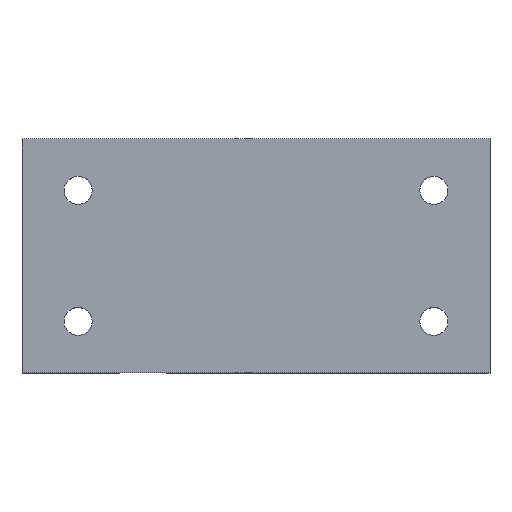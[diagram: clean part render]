
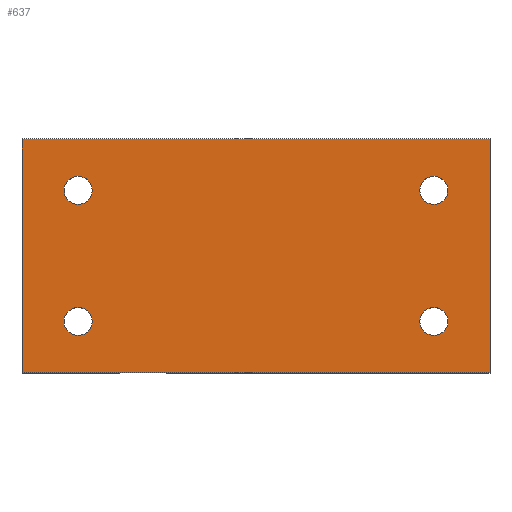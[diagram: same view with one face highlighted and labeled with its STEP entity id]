
A CAD part, top view. The second image highlights one B-rep face of the part: STEP entity #637.
In plain terms, the highlighted planar face has unit normal (0, 0, 1).
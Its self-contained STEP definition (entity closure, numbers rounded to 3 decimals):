
#218 = VERTEX_POINT('',#219);
#219 = CARTESIAN_POINT('',(50.,-25.,10.));
#225 = EDGE_CURVE('',#218,#226,#228,.T.);
#226 = VERTEX_POINT('',#227);
#227 = CARTESIAN_POINT('',(-50.,-25.,10.));
#228 = LINE('',#229,#230);
#229 = CARTESIAN_POINT('',(50.,-25.,10.));
#230 = VECTOR('',#231,1.);
#231 = DIRECTION('',(-1.,0.,0.));
#264 = EDGE_CURVE('',#226,#265,#267,.T.);
#265 = VERTEX_POINT('',#266);
#266 = CARTESIAN_POINT('',(-50.,25.,10.));
#267 = LINE('',#268,#269);
#268 = CARTESIAN_POINT('',(-50.,-25.,10.));
#269 = VECTOR('',#270,1.);
#270 = DIRECTION('',(0.,1.,0.));
#288 = EDGE_CURVE('',#265,#289,#291,.T.);
#289 = VERTEX_POINT('',#290);
#290 = CARTESIAN_POINT('',(50.,25.,10.));
#291 = LINE('',#292,#293);
#292 = CARTESIAN_POINT('',(-50.,25.,10.));
#293 = VECTOR('',#294,1.);
#294 = DIRECTION('',(1.,0.,0.));
#312 = EDGE_CURVE('',#289,#218,#313,.T.);
#313 = LINE('',#314,#315);
#314 = CARTESIAN_POINT('',(50.,25.,10.));
#315 = VECTOR('',#316,1.);
#316 = DIRECTION('',(0.,-1.,0.));
#637 = ADVANCED_FACE('',(#638,#644,#655,#666,#677),#688,.T.);
#638 = FACE_BOUND('',#639,.T.);
#639 = EDGE_LOOP('',(#640,#641,#642,#643));
#640 = ORIENTED_EDGE('',*,*,#288,.F.);
#641 = ORIENTED_EDGE('',*,*,#264,.F.);
#642 = ORIENTED_EDGE('',*,*,#225,.F.);
#643 = ORIENTED_EDGE('',*,*,#312,.F.);
#644 = FACE_BOUND('',#645,.T.);
#645 = EDGE_LOOP('',(#646));
#646 = ORIENTED_EDGE('',*,*,#647,.F.);
#647 = EDGE_CURVE('',#648,#648,#650,.T.);
#648 = VERTEX_POINT('',#649);
#649 = CARTESIAN_POINT('',(-41.,-14.,10.));
#650 = CIRCLE('',#651,3.);
#651 = AXIS2_PLACEMENT_3D('',#652,#653,#654);
#652 = CARTESIAN_POINT('',(-38.,-14.,10.));
#653 = DIRECTION('',(0.,-0.,1.));
#654 = DIRECTION('',(-1.,0.,0.));
#655 = FACE_BOUND('',#656,.T.);
#656 = EDGE_LOOP('',(#657));
#657 = ORIENTED_EDGE('',*,*,#658,.F.);
#658 = EDGE_CURVE('',#659,#659,#661,.T.);
#659 = VERTEX_POINT('',#660);
#660 = CARTESIAN_POINT('',(35.,-14.,10.));
#661 = CIRCLE('',#662,3.);
#662 = AXIS2_PLACEMENT_3D('',#663,#664,#665);
#663 = CARTESIAN_POINT('',(38.,-14.,10.));
#664 = DIRECTION('',(0.,-0.,1.));
#665 = DIRECTION('',(-1.,0.,0.));
#666 = FACE_BOUND('',#667,.T.);
#667 = EDGE_LOOP('',(#668));
#668 = ORIENTED_EDGE('',*,*,#669,.F.);
#669 = EDGE_CURVE('',#670,#670,#672,.T.);
#670 = VERTEX_POINT('',#671);
#671 = CARTESIAN_POINT('',(-41.,14.,10.));
#672 = CIRCLE('',#673,3.);
#673 = AXIS2_PLACEMENT_3D('',#674,#675,#676);
#674 = CARTESIAN_POINT('',(-38.,14.,10.));
#675 = DIRECTION('',(0.,-0.,1.));
#676 = DIRECTION('',(-1.,0.,0.));
#677 = FACE_BOUND('',#678,.T.);
#678 = EDGE_LOOP('',(#679));
#679 = ORIENTED_EDGE('',*,*,#680,.F.);
#680 = EDGE_CURVE('',#681,#681,#683,.T.);
#681 = VERTEX_POINT('',#682);
#682 = CARTESIAN_POINT('',(35.,14.,10.));
#683 = CIRCLE('',#684,3.);
#684 = AXIS2_PLACEMENT_3D('',#685,#686,#687);
#685 = CARTESIAN_POINT('',(38.,14.,10.));
#686 = DIRECTION('',(0.,-0.,1.));
#687 = DIRECTION('',(-1.,0.,0.));
#688 = PLANE('',#689);
#689 = AXIS2_PLACEMENT_3D('',#690,#691,#692);
#690 = CARTESIAN_POINT('',(0.,0.,10.));
#691 = DIRECTION('',(0.,0.,1.));
#692 = DIRECTION('',(1.,0.,0.));
